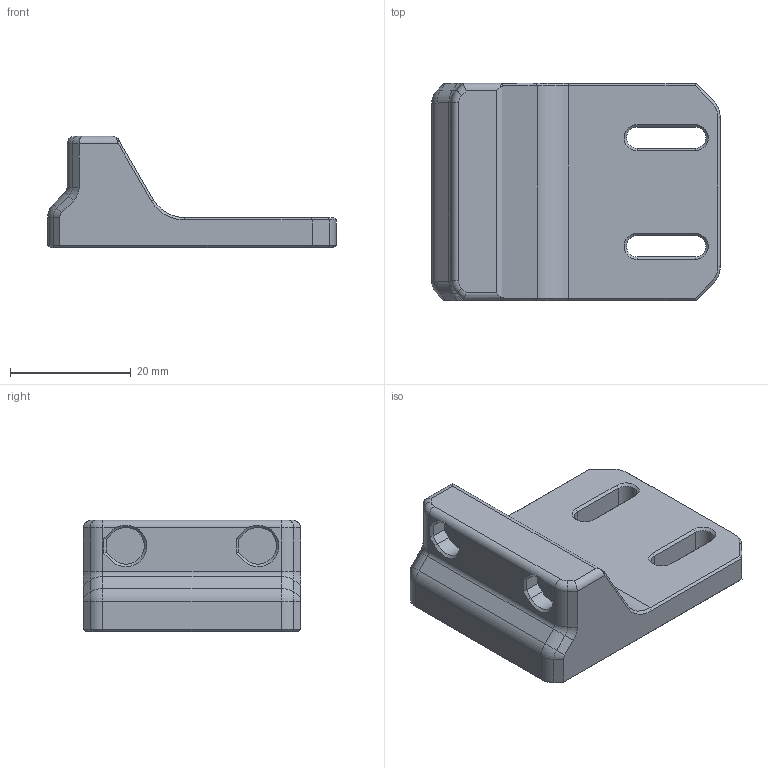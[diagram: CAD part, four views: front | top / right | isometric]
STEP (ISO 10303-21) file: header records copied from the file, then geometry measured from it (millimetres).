
FILE_DESCRIPTION(/* description */ (''),/* implementation_level */ '2;1');
FILE_NAME(/* name */ '',/* time_stamp */ '2025-10-13T11:43:31+03:00',/* author */ (''),/* organization */ (''),/* preprocessor_version */ 'ST-DEVELOPER v20.1',/* originating_system */ 'Autodesk Translation Framework v14.17.0.0',/* authorisation */ '');
FILE_SCHEMA (('AUTOMOTIVE_DESIGN { 1 0 10303 214 3 1 1 }'));
Length unit declared in the file: millimetre
Products named in the file (1): Держатель щётки
Bounding box: 47.84 x 36 x 18.47 mm (x, y, z)
Volume: 14050.7 mm3; surface area: 5294 mm2
Topology: 1 solids, 1 shells, 112 faces, 262 edges, 152 vertices
Faces by surface type: plane 59, cylinder 25, cone 22, torus 4, sphere 2
Entity records: 3186 total; most frequent: DIRECTION 566, CARTESIAN_POINT 547, ORIENTED_EDGE 524, EDGE_CURVE 262, AXIS2_PLACEMENT_3D 193, LINE 180, VECTOR 180, VERTEX_POINT 152
